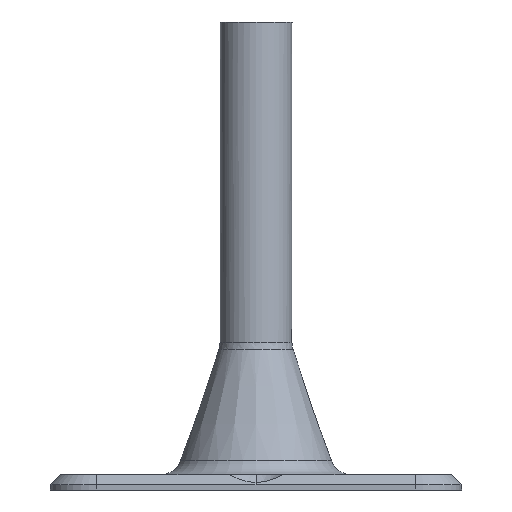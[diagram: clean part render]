
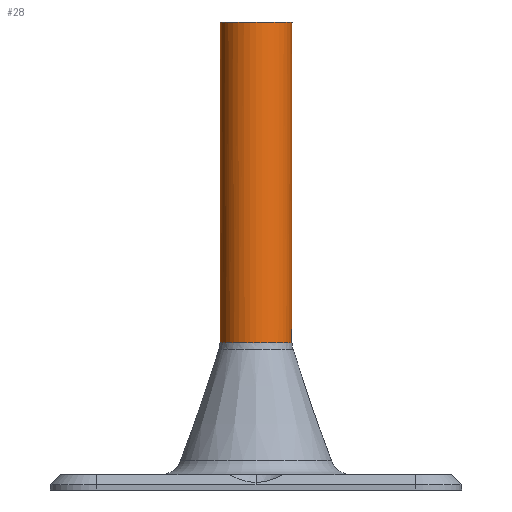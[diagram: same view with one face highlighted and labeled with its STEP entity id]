
A CAD part, front view. The second image highlights one B-rep face of the part: STEP entity #28.
In plain terms, the highlighted cylindrical face has radius 3.5 mm (diameter 7 mm), a full revolution.
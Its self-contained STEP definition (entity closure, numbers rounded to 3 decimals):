
#28 = ADVANCED_FACE('',(#29),#43,.T.);
#29 = FACE_BOUND('',#30,.F.);
#30 = EDGE_LOOP('',(#31,#61,#88,#89));
#31 = ORIENTED_EDGE('',*,*,#32,.F.);
#32 = EDGE_CURVE('',#33,#35,#37,.T.);
#33 = VERTEX_POINT('',#34);
#34 = CARTESIAN_POINT('',(0.,3.5,45.5));
#35 = VERTEX_POINT('',#36);
#36 = CARTESIAN_POINT('',(0.,3.5,14.334));
#37 = SEAM_CURVE('',#38,(#42,#54),.PCURVE_S1.);
#38 = LINE('',#39,#40);
#39 = CARTESIAN_POINT('',(0.,3.5,45.5));
#40 = VECTOR('',#41,1.);
#41 = DIRECTION('',(0.,0.,-1.));
#42 = PCURVE('',#43,#48);
#43 = CYLINDRICAL_SURFACE('',#44,3.5);
#44 = AXIS2_PLACEMENT_3D('',#45,#46,#47);
#45 = CARTESIAN_POINT('',(0.,0.,45.5));
#46 = DIRECTION('',(-0.,0.,-1.));
#47 = DIRECTION('',(0.,1.,0.));
#48 = DEFINITIONAL_REPRESENTATION('',(#49),#53);
#49 = LINE('',#50,#51);
#50 = CARTESIAN_POINT('',(-0.,0.));
#51 = VECTOR('',#52,1.);
#52 = DIRECTION('',(-0.,1.));
#53 = ( GEOMETRIC_REPRESENTATION_CONTEXT(2) 
PARAMETRIC_REPRESENTATION_CONTEXT() REPRESENTATION_CONTEXT('2D SPACE',''
  ) );
#54 = PCURVE('',#43,#55);
#55 = DEFINITIONAL_REPRESENTATION('',(#56),#60);
#56 = LINE('',#57,#58);
#57 = CARTESIAN_POINT('',(-6.283,0.));
#58 = VECTOR('',#59,1.);
#59 = DIRECTION('',(-0.,1.));
#60 = ( GEOMETRIC_REPRESENTATION_CONTEXT(2) 
PARAMETRIC_REPRESENTATION_CONTEXT() REPRESENTATION_CONTEXT('2D SPACE',''
  ) );
#61 = ORIENTED_EDGE('',*,*,#62,.T.);
#62 = EDGE_CURVE('',#33,#33,#63,.T.);
#63 = SURFACE_CURVE('',#64,(#69,#76),.PCURVE_S1.);
#64 = CIRCLE('',#65,3.5);
#65 = AXIS2_PLACEMENT_3D('',#66,#67,#68);
#66 = CARTESIAN_POINT('',(0.,0.,45.5));
#67 = DIRECTION('',(0.,0.,1.));
#68 = DIRECTION('',(0.,1.,0.));
#69 = PCURVE('',#43,#70);
#70 = DEFINITIONAL_REPRESENTATION('',(#71),#75);
#71 = LINE('',#72,#73);
#72 = CARTESIAN_POINT('',(-0.,0.));
#73 = VECTOR('',#74,1.);
#74 = DIRECTION('',(-1.,0.));
#75 = ( GEOMETRIC_REPRESENTATION_CONTEXT(2) 
PARAMETRIC_REPRESENTATION_CONTEXT() REPRESENTATION_CONTEXT('2D SPACE',''
  ) );
#76 = PCURVE('',#77,#82);
#77 = PLANE('',#78);
#78 = AXIS2_PLACEMENT_3D('',#79,#80,#81);
#79 = CARTESIAN_POINT('',(0.,0.,45.5));
#80 = DIRECTION('',(0.,0.,1.));
#81 = DIRECTION('',(0.,1.,0.));
#82 = DEFINITIONAL_REPRESENTATION('',(#83),#87);
#83 = CIRCLE('',#84,3.5);
#84 = AXIS2_PLACEMENT_2D('',#85,#86);
#85 = CARTESIAN_POINT('',(0.,0.));
#86 = DIRECTION('',(1.,0.));
#87 = ( GEOMETRIC_REPRESENTATION_CONTEXT(2) 
PARAMETRIC_REPRESENTATION_CONTEXT() REPRESENTATION_CONTEXT('2D SPACE',''
  ) );
#88 = ORIENTED_EDGE('',*,*,#32,.T.);
#89 = ORIENTED_EDGE('',*,*,#90,.F.);
#90 = EDGE_CURVE('',#35,#35,#91,.T.);
#91 = SURFACE_CURVE('',#92,(#107,#129),.PCURVE_S1.);
#92 = ( BOUNDED_CURVE() B_SPLINE_CURVE(13,(#93,#94,#95,#96,#97,#98,#99,
    #100,#101,#102,#103,#104,#105,#106),.UNSPECIFIED.,.T.,.F.) 
B_SPLINE_CURVE_WITH_KNOTS((14,14),(0.,21.991),
.PIECEWISE_BEZIER_KNOTS.) CURVE() GEOMETRIC_REPRESENTATION_ITEM() 
RATIONAL_B_SPLINE_CURVE((1.,1.,1.,1.,
    1.,1.,1.,1.,
    1.,1.,1.,1.,1.,1.)) 
REPRESENTATION_ITEM('') );
#93 = CARTESIAN_POINT('',(0.,3.5,14.334));
#94 = CARTESIAN_POINT('',(-1.667,3.5,14.334)
  );
#95 = CARTESIAN_POINT('',(-3.373,2.638,14.334
    ));
#96 = CARTESIAN_POINT('',(-4.592,0.865,14.334
    ));
#97 = CARTESIAN_POINT('',(-4.78,-1.575,
    14.334));
#98 = CARTESIAN_POINT('',(-3.48,-3.683,
    14.334));
#99 = CARTESIAN_POINT('',(-1.582,-5.229,14.334));
#100 = CARTESIAN_POINT('',(1.582,-5.229,
    14.334));
#101 = CARTESIAN_POINT('',(3.48,-3.683,14.334
    ));
#102 = CARTESIAN_POINT('',(4.78,-1.575,
    14.334));
#103 = CARTESIAN_POINT('',(4.592,0.865,14.334)
  );
#104 = CARTESIAN_POINT('',(3.373,2.638,14.334
    ));
#105 = CARTESIAN_POINT('',(1.667,3.5,14.334));
#106 = CARTESIAN_POINT('',(0.,3.5,14.334));
#107 = PCURVE('',#43,#108);
#108 = DEFINITIONAL_REPRESENTATION('',(#109),#128);
#109 = B_SPLINE_CURVE_WITH_KNOTS('',9,(#110,#111,#112,#113,#114,#115,
    #116,#117,#118,#119,#120,#121,#122,#123,#124,#125,#126,#127),
  .UNSPECIFIED.,.F.,.F.,(10,8,10),(0.,10.996,21.991),
  .UNSPECIFIED.);
#110 = CARTESIAN_POINT('',(0.,31.166));
#111 = CARTESIAN_POINT('',(-0.344,31.166));
#112 = CARTESIAN_POINT('',(-0.694,31.166));
#113 = CARTESIAN_POINT('',(-1.045,31.166));
#114 = CARTESIAN_POINT('',(-1.396,31.166));
#115 = CARTESIAN_POINT('',(-1.745,31.166));
#116 = CARTESIAN_POINT('',(-2.095,31.166));
#117 = CARTESIAN_POINT('',(-2.443,31.166));
#118 = CARTESIAN_POINT('',(-2.793,31.166));
#119 = CARTESIAN_POINT('',(-3.491,31.166));
#120 = CARTESIAN_POINT('',(-3.84,31.166));
#121 = CARTESIAN_POINT('',(-4.189,31.166));
#122 = CARTESIAN_POINT('',(-4.538,31.166));
#123 = CARTESIAN_POINT('',(-4.887,31.166));
#124 = CARTESIAN_POINT('',(-5.238,31.166));
#125 = CARTESIAN_POINT('',(-5.589,31.166));
#126 = CARTESIAN_POINT('',(-5.939,31.166));
#127 = CARTESIAN_POINT('',(-6.283,31.166));
#128 = ( GEOMETRIC_REPRESENTATION_CONTEXT(2) 
PARAMETRIC_REPRESENTATION_CONTEXT() REPRESENTATION_CONTEXT('2D SPACE',''
  ) );
#129 = PCURVE('',#130,#173);
#130 = ( BOUNDED_SURFACE() B_SPLINE_SURFACE(2,13,(
    (#131,#132,#133,#134,#135,#136,#137,#138,#139,#140,#141,#142,#143
      ,#144)
    ,(#145,#146,#147,#148,#149,#150,#151,#152,#153,#154,#155,#156,#157
      ,#158)
    ,(#159,#160,#161,#162,#163,#164,#165,#166,#167,#168,#169,#170,#171
,#172
    )),.UNSPECIFIED.,.F.,.T.,.F.) B_SPLINE_SURFACE_WITH_KNOTS((3,3),(14,
    14),(0.,21.991),(0.,21.991),
.PIECEWISE_BEZIER_KNOTS.) GEOMETRIC_REPRESENTATION_ITEM() 
RATIONAL_B_SPLINE_SURFACE((
    (1.,1.,1.,1.,1.,1.
      ,1.,1.,1.,1.
      ,1.,1.,1.,1.)
    ,(0.986,0.986,0.986,0.986
      ,0.986,0.986,0.986,0.986
      ,0.986,0.986,0.986,0.986
      ,0.986,0.986)
    ,(1.,1.,1.,1.,1.,1.
      ,1.,1.,1.,1.
,1.,1.,1.,1.))) REPRESENTATION_ITEM('') SURFACE() );
#131 = CARTESIAN_POINT('',(0.,3.5,14.334));
#132 = CARTESIAN_POINT('',(-1.667,3.5,14.334
    ));
#133 = CARTESIAN_POINT('',(-3.373,2.638,
    14.334));
#134 = CARTESIAN_POINT('',(-4.592,0.865,
    14.334));
#135 = CARTESIAN_POINT('',(-4.78,-1.575,
    14.334));
#136 = CARTESIAN_POINT('',(-3.48,-3.683,
    14.334));
#137 = CARTESIAN_POINT('',(-1.582,-5.229,14.334)
  );
#138 = CARTESIAN_POINT('',(1.582,-5.229,
    14.334));
#139 = CARTESIAN_POINT('',(3.48,-3.683,14.334
    ));
#140 = CARTESIAN_POINT('',(4.78,-1.575,
    14.334));
#141 = CARTESIAN_POINT('',(4.592,0.865,14.334)
  );
#142 = CARTESIAN_POINT('',(3.373,2.638,14.334
    ));
#143 = CARTESIAN_POINT('',(1.667,3.5,14.334));
#144 = CARTESIAN_POINT('',(0.,3.5,14.334));
#145 = CARTESIAN_POINT('',(0.,3.5,14.));
#146 = CARTESIAN_POINT('',(-1.667,3.5,14.));
#147 = CARTESIAN_POINT('',(-3.373,2.638,14.));
#148 = CARTESIAN_POINT('',(-4.592,0.865,
    14.));
#149 = CARTESIAN_POINT('',(-4.78,-1.575,
    14.));
#150 = CARTESIAN_POINT('',(-3.48,-3.683,
    14.));
#151 = CARTESIAN_POINT('',(-1.582,-5.229,14.)
  );
#152 = CARTESIAN_POINT('',(1.582,-5.229,
    14.));
#153 = CARTESIAN_POINT('',(3.48,-3.683,
    14.));
#154 = CARTESIAN_POINT('',(4.78,-1.575,
    14.));
#155 = CARTESIAN_POINT('',(4.592,0.865,14.
    ));
#156 = CARTESIAN_POINT('',(3.373,2.638,14.));
#157 = CARTESIAN_POINT('',(1.667,3.5,14.));
#158 = CARTESIAN_POINT('',(0.,3.5,14.));
#159 = CARTESIAN_POINT('',(0.,3.609,
    13.684));
#160 = CARTESIAN_POINT('',(-1.719,3.609,
    13.684));
#161 = CARTESIAN_POINT('',(-3.478,2.72,
    13.684));
#162 = CARTESIAN_POINT('',(-4.735,0.892,13.684
    ));
#163 = CARTESIAN_POINT('',(-4.928,-1.624,
    13.684));
#164 = CARTESIAN_POINT('',(-3.588,-3.797,
    13.684));
#165 = CARTESIAN_POINT('',(-1.631,-5.391,
    13.684));
#166 = CARTESIAN_POINT('',(1.631,-5.391,13.684
    ));
#167 = CARTESIAN_POINT('',(3.588,-3.797,
    13.684));
#168 = CARTESIAN_POINT('',(4.928,-1.624,
    13.684));
#169 = CARTESIAN_POINT('',(4.735,0.892,13.684
    ));
#170 = CARTESIAN_POINT('',(3.478,2.72,13.684
    ));
#171 = CARTESIAN_POINT('',(1.719,3.609,13.684
    ));
#172 = CARTESIAN_POINT('',(0.,3.609,
    13.684));
#173 = DEFINITIONAL_REPRESENTATION('',(#174),#178);
#174 = LINE('',#175,#176);
#175 = CARTESIAN_POINT('',(0.,0.));
#176 = VECTOR('',#177,1.);
#177 = DIRECTION('',(0.,1.));
#178 = ( GEOMETRIC_REPRESENTATION_CONTEXT(2) 
PARAMETRIC_REPRESENTATION_CONTEXT() REPRESENTATION_CONTEXT('2D SPACE',''
  ) );
